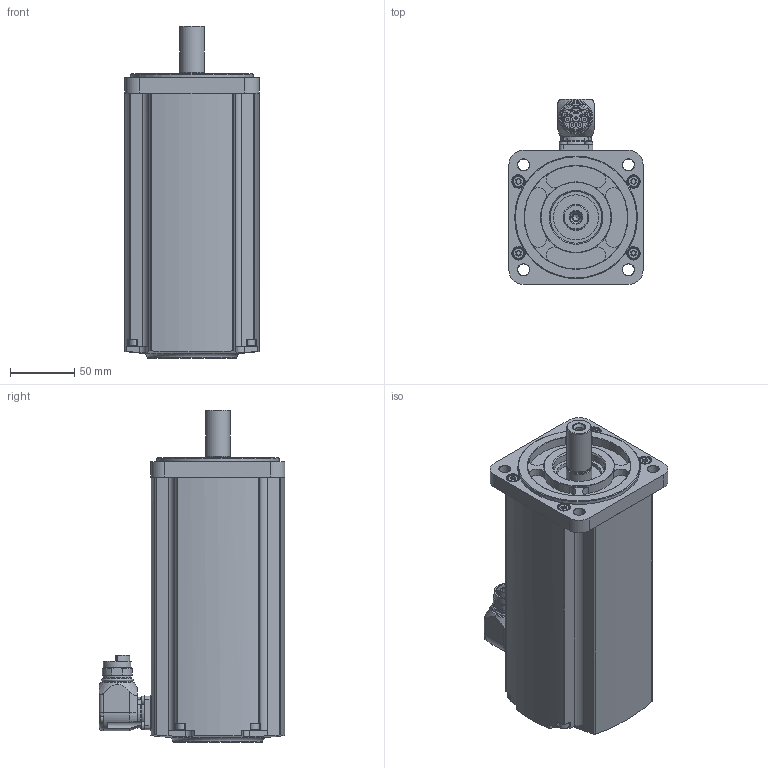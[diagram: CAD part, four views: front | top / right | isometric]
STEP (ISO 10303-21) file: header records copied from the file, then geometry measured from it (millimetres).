
FILE_DESCRIPTION(/* description */ ('STEP AP214'),/* implementation_level */ '2;1');
FILE_NAME(/* name */ '5255530_EMMT-AS-100-M-HS-RS',/* time_stamp */ '2024-08-28T00:50:04+02:00',/* author */ ('License CC BY-ND 4.0'),/* organization */ ('CADENAS'),/* preprocessor_version */ 'ST-DEVELOPER v19.3',/* originating_system */ 'PARTsolutions',/* authorisation */ ' ');
FILE_SCHEMA (('AUTOMOTIVE_DESIGN {1 0 10303 214 3 1 1}'));
Length unit declared in the file: millimetre
Products named in the file (2): 5255530 EMMT-AS-100-M-HS-RS---(high); 5255530 EMMT-AS-100-M-R---(high_h)
Assembly tree (1 placements, depth 2):
  5255530 EMMT-AS-100-M-HS-RS---(high)
    5255530 EMMT-AS-100-M-R---(high_h)
Bounding box: 104 x 144 x 257.5 mm (x, y, z)
Volume: 2008029.3 mm3; surface area: 120611.1 mm2
Topology: 1 solids, 1 shells, 573 faces, 1511 edges, 988 vertices
Faces by surface type: cylinder 303, plane 185, torus 50, cone 29, sphere 6
Full cylindrical faces by diameter (mm): 0.63 x6, 0.99 x4, 1.99 x5, 4.917 x1, 5.1 x4, 5.2 x1, 6 x6, 6.4 x1, 8.5 x8, 9 x4, 9.5 x4, 18.6 x1, 19 x1, 20 x1, 21.55 x1, 21.685 x1, 21.95 x2, 22.9 x2, 35 x1, 40 x1, 55 x1, 80 x1, 95 x1
Entity records: 17279 total; most frequent: CARTESIAN_POINT 3401, DIRECTION 3060, ORIENTED_EDGE 2698, EDGE_CURVE 1349, AXIS2_PLACEMENT_3D 1292, VERTEX_POINT 951, FACE_BOUND 754, EDGE_LOOP 753
